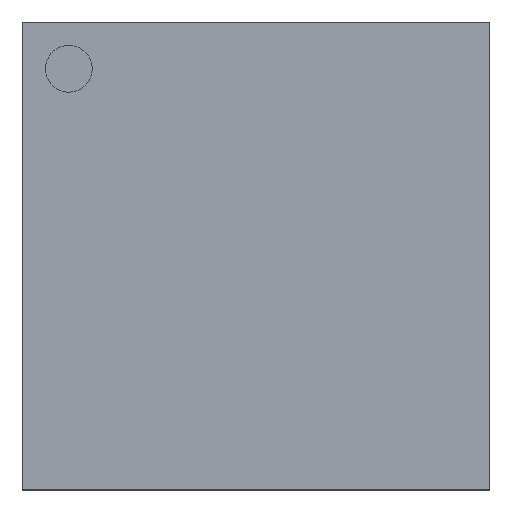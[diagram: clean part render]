
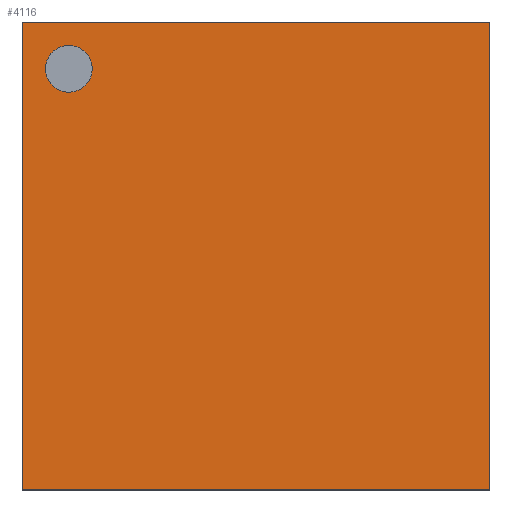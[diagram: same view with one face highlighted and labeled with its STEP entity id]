
A CAD part, top view. The second image highlights one B-rep face of the part: STEP entity #4116.
In plain terms, the highlighted planar face has unit normal (0, 0, 1).
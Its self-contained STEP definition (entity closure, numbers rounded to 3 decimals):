
#198 = LINE ( 'NONE', #2877, #1941 ) ;
#305 = EDGE_CURVE ( 'NONE', #2963, #1320, #3758, .T. ) ;
#323 = CARTESIAN_POINT ( 'NONE',  ( -2.25, 2., 1. ) ) ;
#647 = DIRECTION ( 'NONE',  ( 0., 0., 1. ) ) ;
#661 = VERTEX_POINT ( 'NONE', #3906 ) ;
#725 = CARTESIAN_POINT ( 'NONE',  ( 2.5, -2.5, 1. ) ) ;
#742 = CARTESIAN_POINT ( 'NONE',  ( -2., 2., 1. ) ) ;
#881 = VERTEX_POINT ( 'NONE', #323 ) ;
#988 = PLANE ( 'NONE',  #2984 ) ;
#1004 = ORIENTED_EDGE ( 'NONE', *, *, #4411, .T. ) ;
#1070 = FACE_BOUND ( 'NONE', #3289, .T. ) ;
#1073 = DIRECTION ( 'NONE',  ( 0., 1., 0. ) ) ;
#1095 = DIRECTION ( 'NONE',  ( -1., 0., 0. ) ) ;
#1191 = CARTESIAN_POINT ( 'NONE',  ( -2.274, -2.5, 1. ) ) ;
#1320 = VERTEX_POINT ( 'NONE', #2330 ) ;
#1498 = EDGE_LOOP ( 'NONE', ( #4100, #1004, #1947, #2409 ) ) ;
#1557 = CARTESIAN_POINT ( 'NONE',  ( -2.5, 2.5, 1. ) ) ;
#1865 = ORIENTED_EDGE ( 'NONE', *, *, #2446, .T. ) ;
#1909 = VERTEX_POINT ( 'NONE', #725 ) ;
#1941 = VECTOR ( 'NONE', #2511, 1000. ) ;
#1947 = ORIENTED_EDGE ( 'NONE', *, *, #305, .T. ) ;
#1969 = CARTESIAN_POINT ( 'NONE',  ( -2., 2., 1. ) ) ;
#1999 = FACE_OUTER_BOUND ( 'NONE', #1498, .T. ) ;
#2049 = VECTOR ( 'NONE', #1073, 1000. ) ;
#2120 = CARTESIAN_POINT ( 'NONE',  ( 2.5, 2.274, 1. ) ) ;
#2216 = DIRECTION ( 'NONE',  ( 1., 0., 0. ) ) ;
#2285 = CARTESIAN_POINT ( 'NONE',  ( -2.5, 2.274, 1. ) ) ;
#2314 = DIRECTION ( 'NONE',  ( -1., 0., 0. ) ) ;
#2330 = CARTESIAN_POINT ( 'NONE',  ( -2.5, -2.5, 1. ) ) ;
#2409 = ORIENTED_EDGE ( 'NONE', *, *, #4031, .T. ) ;
#2446 = EDGE_CURVE ( 'NONE', #881, #2833, #3290, .T. ) ;
#2479 = AXIS2_PLACEMENT_3D ( 'NONE', #742, #3177, #1095 ) ;
#2511 = DIRECTION ( 'NONE',  ( -1., 0., 0. ) ) ;
#2738 = CARTESIAN_POINT ( 'NONE',  ( -2.274, 2.274, 1. ) ) ;
#2762 = LINE ( 'NONE', #1191, #4517 ) ;
#2828 = VECTOR ( 'NONE', #2844, 1000. ) ;
#2833 = VERTEX_POINT ( 'NONE', #3965 ) ;
#2844 = DIRECTION ( 'NONE',  ( 0., -1., 0. ) ) ;
#2877 = CARTESIAN_POINT ( 'NONE',  ( -2.274, 2.5, 1. ) ) ;
#2963 = VERTEX_POINT ( 'NONE', #1557 ) ;
#2984 = AXIS2_PLACEMENT_3D ( 'NONE', #2738, #647, #3082 ) ;
#3082 = DIRECTION ( 'NONE',  ( 1., 0., 0. ) ) ;
#3177 = DIRECTION ( 'NONE',  ( 0., 0., -1. ) ) ;
#3188 = CIRCLE ( 'NONE', #3955, 0.25 ) ;
#3289 = EDGE_LOOP ( 'NONE', ( #1865, #3634 ) ) ;
#3290 = CIRCLE ( 'NONE', #2479, 0.25 ) ;
#3634 = ORIENTED_EDGE ( 'NONE', *, *, #4492, .T. ) ;
#3758 = LINE ( 'NONE', #2285, #2828 ) ;
#3906 = CARTESIAN_POINT ( 'NONE',  ( 2.5, 2.5, 1. ) ) ;
#3955 = AXIS2_PLACEMENT_3D ( 'NONE', #1969, #4406, #2314 ) ;
#3965 = CARTESIAN_POINT ( 'NONE',  ( -1.75, 2., 1. ) ) ;
#4008 = LINE ( 'NONE', #2120, #2049 ) ;
#4031 = EDGE_CURVE ( 'NONE', #1320, #1909, #2762, .T. ) ;
#4100 = ORIENTED_EDGE ( 'NONE', *, *, #4255, .T. ) ;
#4116 = ADVANCED_FACE ( 'NONE', ( #1070, #1999 ), #988, .T. ) ;
#4255 = EDGE_CURVE ( 'NONE', #1909, #661, #4008, .T. ) ;
#4406 = DIRECTION ( 'NONE',  ( 0., 0., -1. ) ) ;
#4411 = EDGE_CURVE ( 'NONE', #661, #2963, #198, .T. ) ;
#4492 = EDGE_CURVE ( 'NONE', #2833, #881, #3188, .T. ) ;
#4517 = VECTOR ( 'NONE', #2216, 1000. ) ;
